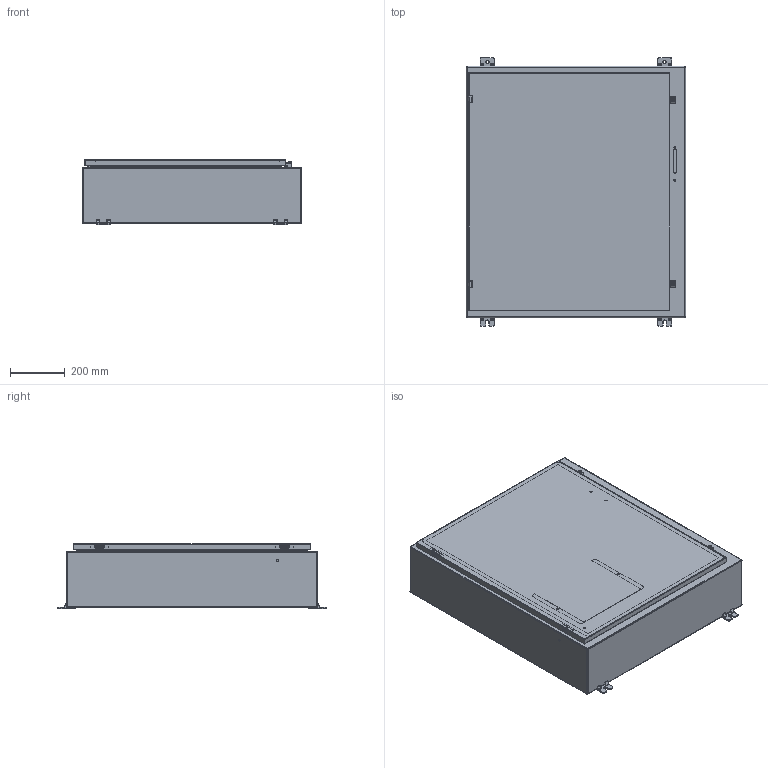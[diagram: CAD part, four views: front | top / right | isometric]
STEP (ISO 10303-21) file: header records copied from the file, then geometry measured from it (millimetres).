
FILE_DESCRIPTION (( 'STEP AP214' ), '1' );
FILE_NAME ('SCE-36HS3108LP.STEP', '2023-03-31T19:15:22', ( '' ), ( '' ), 'SwSTEP 2.0', 'SolidWorks 2021', '' );
FILE_SCHEMA (( 'AUTOMOTIVE_DESIGN' ));
Length unit declared in the file: inch
Products named in the file (1): SCE-36HS3108LP
Bounding box: 796.93 x 977.9 x 237.31 mm (x, y, z)
Volume: 7018850.9 mm3; surface area: 6289560.9 mm2
Topology: 63 solids, 63 shells, 3240 faces, 8278 edges, 5065 vertices
Faces by surface type: plane 1151, bspline 1040, cylinder 807, torus 142, cone 80, sphere 20
Full cylindrical faces by diameter (mm): 1.016 x2, 3.454 x2, 3.978 x2, 4.318 x6, 4.369 x4, 4.978 x8, 5.156 x2, 5.182 x4, 5.207 x4, 5.232 x4, 5.537 x2, 6.096 x4, 6.198 x4, 6.299 x8, 6.35 x6, 6.363 x4, 7.137 x6, 7.874 x8, 7.925 x8, 8.433 x6, 9.296 x6, 9.322 x6, 9.525 x4, 9.55 x4, 11.125 x2, 12.7 x6, 12.878 x2, 14.288 x4, 14.986 x4
Entity records: 154074 total; most frequent: CARTESIAN_POINT 87060, ORIENTED_EDGE 15390, DIRECTION 10802, EDGE_CURVE 7695, VERTEX_POINT 4965, AXIS2_PLACEMENT_3D 4087, EDGE_LOOP 3748, FACE_OUTER_BOUND 3470
